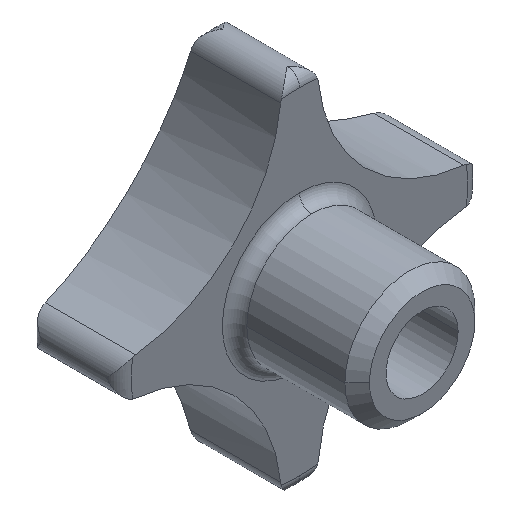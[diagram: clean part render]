
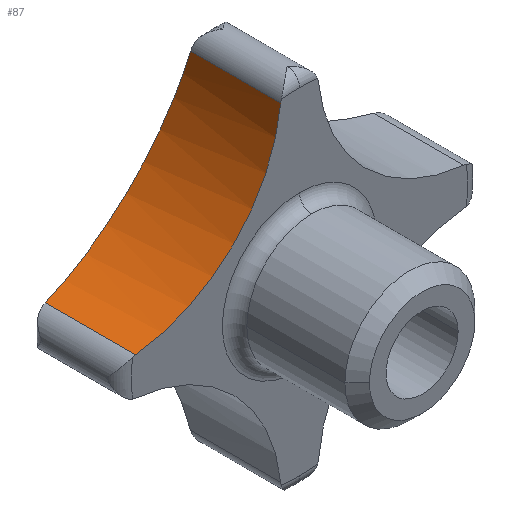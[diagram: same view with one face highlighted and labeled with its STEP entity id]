
A CAD part, isometric view. The second image highlights one B-rep face of the part: STEP entity #87.
In plain terms, the highlighted cylindrical face has radius 22.5 mm (diameter 45 mm), a partial arc.
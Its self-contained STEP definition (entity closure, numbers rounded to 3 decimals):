
#87 = ADVANCED_FACE( '', ( #131 ), #132, .F. );
#131 = FACE_OUTER_BOUND( '', #196, .T. );
#132 = CYLINDRICAL_SURFACE( '', #197, 22.5 );
#196 = EDGE_LOOP( '', ( #331, #332, #333, #334 ) );
#197 = AXIS2_PLACEMENT_3D( '', #335, #336, #337 );
#331 = ORIENTED_EDGE( '', *, *, #558, .F. );
#332 = ORIENTED_EDGE( '', *, *, #557, .F. );
#333 = ORIENTED_EDGE( '', *, *, #559, .F. );
#334 = ORIENTED_EDGE( '', *, *, #560, .T. );
#335 = CARTESIAN_POINT( '', ( -25., 0., 25. ) );
#336 = DIRECTION( '', ( 0., -1., 0. ) );
#337 = DIRECTION( '', ( 0.099, 0., -0.995 ) );
#557 = EDGE_CURVE( '', #692, #676, #694, .T. );
#558 = EDGE_CURVE( '', #676, #695, #696, .T. );
#559 = EDGE_CURVE( '', #697, #692, #698, .T. );
#560 = EDGE_CURVE( '', #697, #695, #699, .T. );
#676 = VERTEX_POINT( '', #998 );
#692 = VERTEX_POINT( '', #1075 );
#694 = LINE( '', #1077, #1078 );
#695 = VERTEX_POINT( '', #1079 );
#696 = B_SPLINE_CURVE_WITH_KNOTS( '', 3, ( #1080, #1081, #1082, #1083, #1084, #1085, #1086, #1087, #1088, #1089, #1090, #1091, #1092, #1093, #1094, #1095, #1096, #1097, #1098, #1099, #1100, #1101, #1102, #1103, #1104, #1105, #1106, #1107, #1108, #1109 ), .UNSPECIFIED., .F., .F., ( 4, 2, 2, 2, 2, 2, 2, 2, 2, 2, 2, 2, 2, 2, 4 ), ( 0., 2.132, 4.264, 6.397, 8.529, 10.661, 12.793, 14.926, 17.058, 19.216, 21.374, 23.533, 25.691, 27.849, 29.85 ), .UNSPECIFIED. );
#697 = VERTEX_POINT( '', #1110 );
#698 = CIRCLE( '', #1111, 22.5 );
#699 = LINE( '', #1112, #1113 );
#998 = CARTESIAN_POINT( '', ( -22.769, 29.485, 2.611 ) );
#1075 = CARTESIAN_POINT( '', ( -22.769, 17., 2.611 ) );
#1077 = CARTESIAN_POINT( '', ( -22.769, 0., 2.611 ) );
#1078 = VECTOR( '', #1336, 1. );
#1079 = CARTESIAN_POINT( '', ( -2.611, 29.485, 22.769 ) );
#1080 = CARTESIAN_POINT( '', ( -22.769, 29.485, 2.611 ) );
#1081 = CARTESIAN_POINT( '', ( -22.078, 29.636, 2.68 ) );
#1082 = CARTESIAN_POINT( '', ( -21.376, 29.78, 2.782 ) );
#1083 = CARTESIAN_POINT( '', ( -19.966, 30.054, 3.059 ) );
#1084 = CARTESIAN_POINT( '', ( -19.258, 30.183, 3.233 ) );
#1085 = CARTESIAN_POINT( '', ( -17.85, 30.42, 3.654 ) );
#1086 = CARTESIAN_POINT( '', ( -17.15, 30.529, 3.901 ) );
#1087 = CARTESIAN_POINT( '', ( -15.772, 30.723, 4.466 ) );
#1088 = CARTESIAN_POINT( '', ( -15.094, 30.81, 4.784 ) );
#1089 = CARTESIAN_POINT( '', ( -13.771, 30.958, 5.488 ) );
#1090 = CARTESIAN_POINT( '', ( -13.126, 31.02, 5.873 ) );
#1091 = CARTESIAN_POINT( '', ( -11.881, 31.118, 6.705 ) );
#1092 = CARTESIAN_POINT( '', ( -11.281, 31.155, 7.151 ) );
#1093 = CARTESIAN_POINT( '', ( -10.134, 31.204, 8.094 ) );
#1094 = CARTESIAN_POINT( '', ( -9.587, 31.215, 8.592 ) );
#1095 = CARTESIAN_POINT( '', ( -8.556, 31.215, 9.625 ) );
#1096 = CARTESIAN_POINT( '', ( -8.071, 31.203, 10.162 ) );
#1097 = CARTESIAN_POINT( '', ( -7.164, 31.156, 11.266 ) );
#1098 = CARTESIAN_POINT( '', ( -6.727, 31.12, 11.852 ) );
#1099 = CARTESIAN_POINT( '', ( -5.905, 31.024, 13.076 ) );
#1100 = CARTESIAN_POINT( '', ( -5.521, 30.963, 13.714 ) );
#1101 = CARTESIAN_POINT( '', ( -4.814, 30.817, 15.034 ) );
#1102 = CARTESIAN_POINT( '', ( -4.492, 30.731, 15.715 ) );
#1103 = CARTESIAN_POINT( '', ( -3.916, 30.535, 17.107 ) );
#1104 = CARTESIAN_POINT( '', ( -3.663, 30.425, 17.819 ) );
#1105 = CARTESIAN_POINT( '', ( -3.231, 30.182, 19.261 ) );
#1106 = CARTESIAN_POINT( '', ( -3.052, 30.05, 19.991 ) );
#1107 = CARTESIAN_POINT( '', ( -2.778, 29.774, 21.405 ) );
#1108 = CARTESIAN_POINT( '', ( -2.679, 29.633, 22.088 ) );
#1109 = CARTESIAN_POINT( '', ( -2.611, 29.485, 22.769 ) );
#1110 = CARTESIAN_POINT( '', ( -2.611, 17., 22.769 ) );
#1111 = AXIS2_PLACEMENT_3D( '', #1337, #1338, #1339 );
#1112 = CARTESIAN_POINT( '', ( -2.611, 0., 22.769 ) );
#1113 = VECTOR( '', #1340, 1. );
#1336 = DIRECTION( '', ( 0., 1., 0. ) );
#1337 = CARTESIAN_POINT( '', ( -25., 17., 25. ) );
#1338 = DIRECTION( '', ( 0., 1., 0. ) );
#1339 = DIRECTION( '', ( 0.099, 0., -0.995 ) );
#1340 = DIRECTION( '', ( 0., 1., 0. ) );
